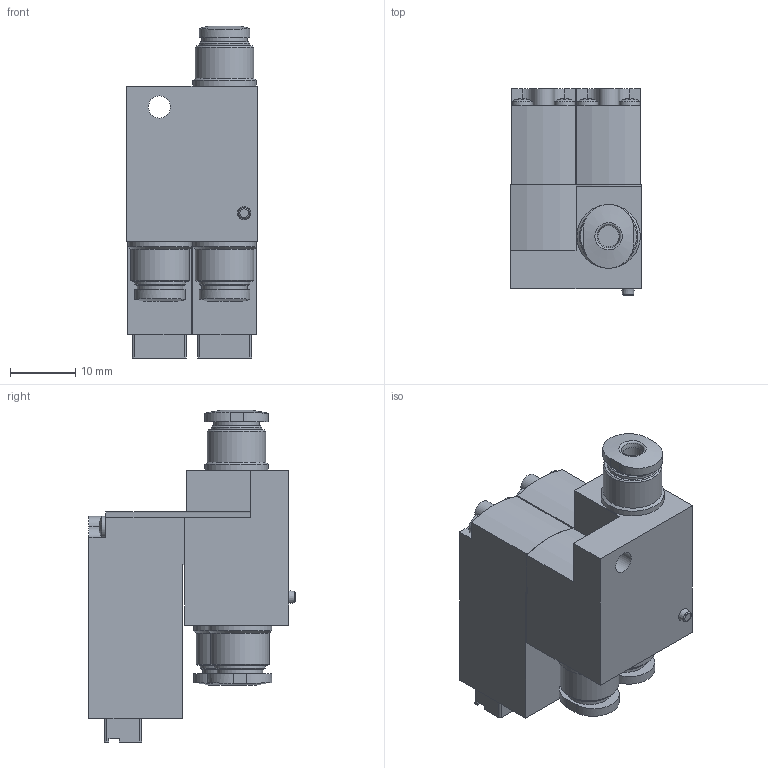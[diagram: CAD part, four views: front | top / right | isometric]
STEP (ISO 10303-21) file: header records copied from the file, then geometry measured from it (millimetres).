
FILE_DESCRIPTION(/* description */ ('STEP AP214'),/* implementation_level */ '2;1');
FILE_NAME(/* name */ '560372_MHA1-2X2_2G-15-4-4-3',/* time_stamp */ '2024-09-05T10:45:53+02:00',/* author */ ('License CC BY-ND 4.0'),/* organization */ ('CADENAS'),/* preprocessor_version */ 'ST-DEVELOPER v19.3',/* originating_system */ 'PARTsolutions',/* authorisation */ ' ');
FILE_SCHEMA (('AUTOMOTIVE_DESIGN {1 0 10303 214 3 1 1}'));
Length unit declared in the file: millimetre
Products named in the file (4): 560372 MHA1-2X2/2G-1,5-4-4-3; MHA11_AP; 557864 MHA1-M1LCH-2/2G-1.5-HC_p; 709118 PT-R-TP-1.6x16-PT10
Assembly tree (7 placements, depth 2):
  560372 MHA1-2X2/2G-1,5-4-4-3
    MHA11_AP
    557864 MHA1-M1LCH-2/2G-1.5-HC_p  x2
    709118 PT-R-TP-1.6x16-PT10  x4
Bounding box: 20 x 31.7 x 50.99 mm (x, y, z)
Volume: 17273.5 mm3; surface area: 9186.6 mm2
Topology: 7 solids, 13 shells, 361 faces, 843 edges, 548 vertices
Faces by surface type: plane 171, cylinder 141, cone 30, torus 15, sphere 4
Full cylindrical faces by diameter (mm): 1.31 x4, 1.585 x4, 1.6 x4, 1.8 x8, 3.1 x2, 3.2 x4, 3.25 x1, 3.3 x2, 3.4 x1, 4.2 x2, 7 x3, 7.8 x3, 8 x3, 8.93 x3, 9 x6, 9.75 x3
Entity records: 7006 total; most frequent: CARTESIAN_POINT 1008, DIRECTION 976, ORIENTED_EDGE 782, EDGE_CURVE 391, AXIS2_PLACEMENT_3D 385, FACE_BOUND 332, EDGE_LOOP 331, VERTEX_POINT 297
